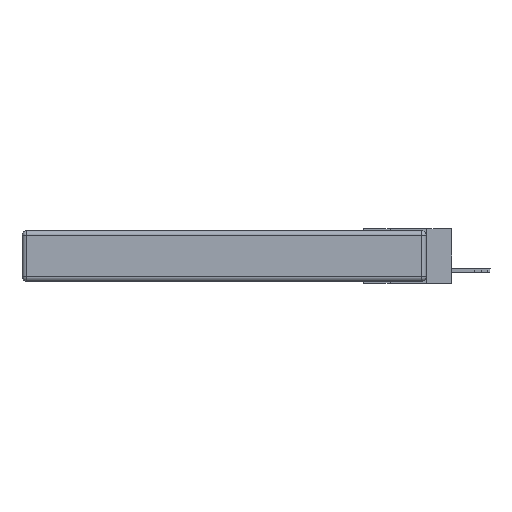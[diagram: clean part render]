
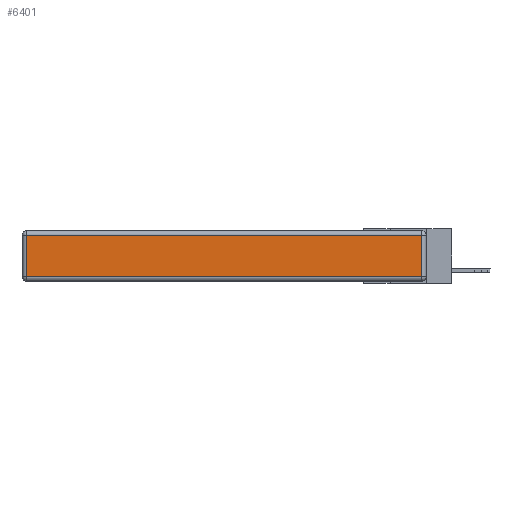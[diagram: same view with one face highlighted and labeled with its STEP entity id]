
A CAD part, left-side view. The second image highlights one B-rep face of the part: STEP entity #6401.
In plain terms, the highlighted planar face has unit normal (-1, 0, 0).
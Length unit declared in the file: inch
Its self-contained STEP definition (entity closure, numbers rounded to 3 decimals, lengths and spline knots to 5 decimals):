
#64 = CARTESIAN_POINT ( 'NONE',  ( 0., 0.03, -0.03 ) ) ;
#143 = DIRECTION ( 'NONE',  ( 0., 0., 1. ) ) ;
#463 = CARTESIAN_POINT ( 'NONE',  ( 0., 2.72, -0.03 ) ) ;
#723 = VERTEX_POINT ( 'NONE', #64 ) ;
#846 = VERTEX_POINT ( 'NONE', #463 ) ;
#2913 = ORIENTED_EDGE ( 'NONE', *, *, #4801, .T. ) ;
#2990 = LINE ( 'NONE', #10597, #10490 ) ;
#3292 = CARTESIAN_POINT ( 'NONE',  ( 0., 2.75, -0.03 ) ) ;
#3419 = DIRECTION ( 'NONE',  ( 0., -1., 0. ) ) ;
#4073 = CARTESIAN_POINT ( 'NONE',  ( 0., 0., -0.343 ) ) ;
#4159 = DIRECTION ( 'NONE',  ( -1., 0., 0. ) ) ;
#4282 = CARTESIAN_POINT ( 'NONE',  ( 0., 0.03, -0.343 ) ) ;
#4528 = AXIS2_PLACEMENT_3D ( 'NONE', #4073, #4159, #5176 ) ;
#4801 = EDGE_CURVE ( 'NONE', #9251, #9681, #2990, .T. ) ;
#4940 = DIRECTION ( 'NONE',  ( 0., 0., -1. ) ) ;
#4954 = CARTESIAN_POINT ( 'NONE',  ( 0., 2.72, -0.313 ) ) ;
#5176 = DIRECTION ( 'NONE',  ( 0., 0., 1. ) ) ;
#6401 = ADVANCED_FACE ( 'NONE', ( #9671 ), #10256, .T. ) ;
#7207 = VECTOR ( 'NONE', #143, 39.37008 ) ;
#7886 = EDGE_CURVE ( 'NONE', #846, #9251, #11242, .T. ) ;
#8011 = CARTESIAN_POINT ( 'NONE',  ( 0., 2.72, -0.343 ) ) ;
#8635 = CARTESIAN_POINT ( 'NONE',  ( 0., 0.03, -0.313 ) ) ;
#8638 = ORIENTED_EDGE ( 'NONE', *, *, #9429, .T. ) ;
#8934 = LINE ( 'NONE', #3292, #12450 ) ;
#9189 = EDGE_LOOP ( 'NONE', ( #2913, #8638, #9988, #13051 ) ) ;
#9251 = VERTEX_POINT ( 'NONE', #4954 ) ;
#9429 = EDGE_CURVE ( 'NONE', #9681, #723, #13100, .T. ) ;
#9671 = FACE_OUTER_BOUND ( 'NONE', #9189, .T. ) ;
#9681 = VERTEX_POINT ( 'NONE', #8635 ) ;
#9988 = ORIENTED_EDGE ( 'NONE', *, *, #12124, .T. ) ;
#10256 = PLANE ( 'NONE',  #4528 ) ;
#10350 = DIRECTION ( 'NONE',  ( 0., 1., 0. ) ) ;
#10490 = VECTOR ( 'NONE', #3419, 39.37008 ) ;
#10597 = CARTESIAN_POINT ( 'NONE',  ( 0., 0., -0.313 ) ) ;
#11242 = LINE ( 'NONE', #8011, #11709 ) ;
#11709 = VECTOR ( 'NONE', #4940, 39.37008 ) ;
#12124 = EDGE_CURVE ( 'NONE', #723, #846, #8934, .T. ) ;
#12450 = VECTOR ( 'NONE', #10350, 39.37008 ) ;
#13051 = ORIENTED_EDGE ( 'NONE', *, *, #7886, .T. ) ;
#13100 = LINE ( 'NONE', #4282, #7207 ) ;
